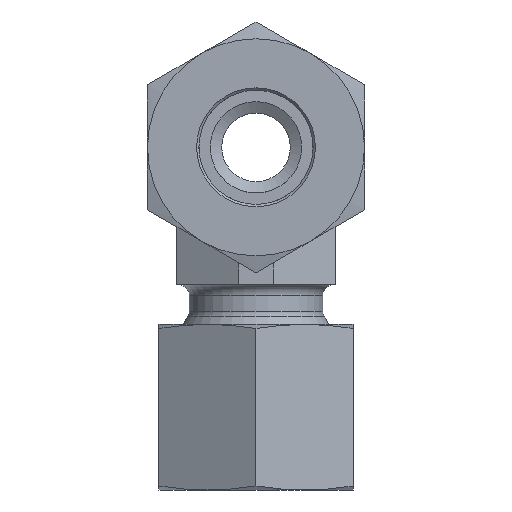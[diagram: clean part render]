
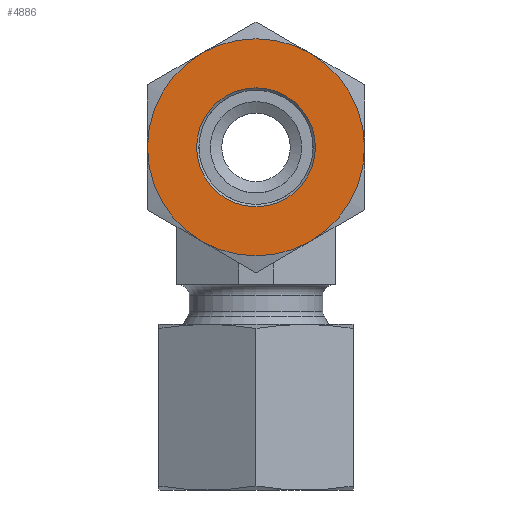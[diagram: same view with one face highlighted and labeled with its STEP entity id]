
A CAD part, front view. The second image highlights one B-rep face of the part: STEP entity #4886.
In plain terms, the highlighted face is planar.
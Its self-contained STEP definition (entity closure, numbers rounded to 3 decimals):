
#4790=CARTESIAN_POINT('',(5.2,0.,15.5));
#4791=VERTEX_POINT('',#4790);
#4792=CARTESIAN_POINT('',(0.0,0.0,15.5));
#4793=DIRECTION('',(0.0,0.0,1.0));
#4794=DIRECTION('',(-1.0,0.0,0.0));
#4795=AXIS2_PLACEMENT_3D('',#4792,#4793,#4794);
#4796=CIRCLE('',#4795,5.2);
#4797=EDGE_CURVE('',#4791,#4791,#4796,.T.);
#4822=CARTESIAN_POINT('',(0.,0.,15.5));
#4823=DIRECTION('',(0.0,0.0,1.0));
#4824=DIRECTION('',(1.0,0.0,0.0));
#4825=AXIS2_PLACEMENT_3D('',#4822,#4823,#4824);
#4826=PLANE('',#4825);
#4827=CARTESIAN_POINT('',(-4.75,-8.227,15.5));
#4828=VERTEX_POINT('',#4827);
#4829=CARTESIAN_POINT('',(4.75,-8.227,15.5));
#4830=VERTEX_POINT('',#4829);
#4831=CARTESIAN_POINT('',(0.0,0.0,15.5));
#4832=DIRECTION('',(0.0,0.0,1.0));
#4833=DIRECTION('',(-0.5,-0.866,0.0));
#4834=AXIS2_PLACEMENT_3D('',#4831,#4832,#4833);
#4835=CIRCLE('',#4834,9.5);
#4836=EDGE_CURVE('',#4828,#4830,#4835,.T.);
#4837=ORIENTED_EDGE('',*,*,#4836,.T.);
#4838=CARTESIAN_POINT('',(9.5,0.,15.5));
#4839=VERTEX_POINT('',#4838);
#4840=CARTESIAN_POINT('',(0.0,0.0,15.5));
#4841=DIRECTION('',(0.0,0.0,1.0));
#4842=DIRECTION('',(-0.5,-0.866,0.0));
#4843=AXIS2_PLACEMENT_3D('',#4840,#4841,#4842);
#4844=CIRCLE('',#4843,9.5);
#4845=EDGE_CURVE('',#4830,#4839,#4844,.T.);
#4846=ORIENTED_EDGE('',*,*,#4845,.T.);
#4847=CARTESIAN_POINT('',(4.75,8.227,15.5));
#4848=VERTEX_POINT('',#4847);
#4849=CARTESIAN_POINT('',(0.0,0.0,15.5));
#4850=DIRECTION('',(0.0,0.0,1.0));
#4851=DIRECTION('',(-0.5,-0.866,0.0));
#4852=AXIS2_PLACEMENT_3D('',#4849,#4850,#4851);
#4853=CIRCLE('',#4852,9.5);
#4854=EDGE_CURVE('',#4839,#4848,#4853,.T.);
#4855=ORIENTED_EDGE('',*,*,#4854,.T.);
#4856=CARTESIAN_POINT('',(-4.75,8.227,15.5));
#4857=VERTEX_POINT('',#4856);
#4858=CARTESIAN_POINT('',(0.0,0.0,15.5));
#4859=DIRECTION('',(0.0,0.0,1.0));
#4860=DIRECTION('',(-0.5,-0.866,0.0));
#4861=AXIS2_PLACEMENT_3D('',#4858,#4859,#4860);
#4862=CIRCLE('',#4861,9.5);
#4863=EDGE_CURVE('',#4848,#4857,#4862,.T.);
#4864=ORIENTED_EDGE('',*,*,#4863,.T.);
#4865=CARTESIAN_POINT('',(-9.5,0.0,15.5));
#4866=VERTEX_POINT('',#4865);
#4867=CARTESIAN_POINT('',(0.0,0.0,15.5));
#4868=DIRECTION('',(0.0,0.0,1.0));
#4869=DIRECTION('',(-0.5,-0.866,0.0));
#4870=AXIS2_PLACEMENT_3D('',#4867,#4868,#4869);
#4871=CIRCLE('',#4870,9.5);
#4872=EDGE_CURVE('',#4857,#4866,#4871,.T.);
#4873=ORIENTED_EDGE('',*,*,#4872,.T.);
#4874=CARTESIAN_POINT('',(0.0,0.0,15.5));
#4875=DIRECTION('',(0.0,0.0,1.0));
#4876=DIRECTION('',(-0.5,-0.866,0.0));
#4877=AXIS2_PLACEMENT_3D('',#4874,#4875,#4876);
#4878=CIRCLE('',#4877,9.5);
#4879=EDGE_CURVE('',#4866,#4828,#4878,.T.);
#4880=ORIENTED_EDGE('',*,*,#4879,.T.);
#4881=EDGE_LOOP('',(#4837,#4846,#4855,#4864,#4873,#4880));
#4882=FACE_OUTER_BOUND('',#4881,.T.);
#4883=ORIENTED_EDGE('',*,*,#4797,.F.);
#4884=EDGE_LOOP('',(#4883));
#4885=FACE_BOUND('',#4884,.T.);
#4886=ADVANCED_FACE('',(#4882,#4885),#4826,.T.);
